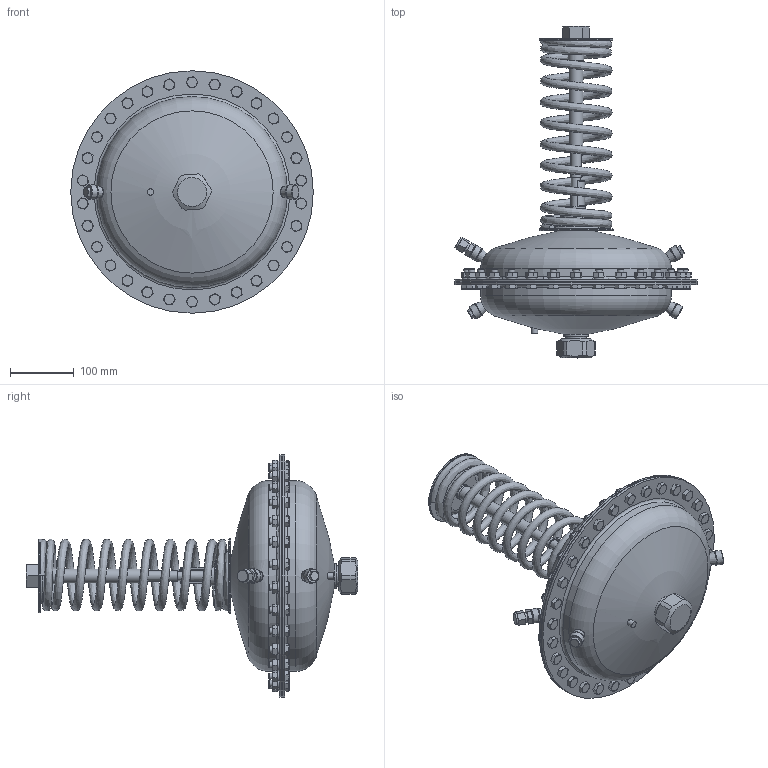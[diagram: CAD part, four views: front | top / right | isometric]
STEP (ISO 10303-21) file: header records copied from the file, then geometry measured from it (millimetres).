
FILE_DESCRIPTION (( 'STEP AP214' ), '1' );
FILE_NAME ('003G1006R.ZLSZXJG.DA1.Z630╱ZA3 自力式阀后控制执行机构组件250305.STEP', '2025-03-05T11:34:27', ( '' ), ( '' ), 'SwSTEP 2.0', 'SolidWorks 2020', '' );
FILE_SCHEMA (( 'AUTOMOTIVE_DESIGN' ));
Length unit declared in the file: millimetre
Products named in the file (1): 003G1006R.ZLSZXJG.DA1.Z630╱ZA3 自力式阀后控制执行机构组件250305
Bounding box: 380.03 x 520.3 x 380 mm (x, y, z)
Volume: 9764631.4 mm3; surface area: 586591.5 mm2
Topology: 1 solids, 32 shells, 1738 faces, 4021 edges, 2459 vertices
Faces by surface type: plane 791, cone 624, cylinder 258, torus 52, bspline 13
Full cylindrical faces by diameter (mm): 8 x1, 10 x92, 11 x60, 14.5 x2, 16 x2, 18 x5, 18.5 x1, 20 x1, 21.8 x1, 22 x4, 24 x1, 25 x1, 30 x2, 32 x1, 38.5 x1, 116 x2, 299 x2, 372 x1, 380 x2
Entity records: 73864 total; most frequent: CARTESIAN_POINT 19433, ORIENTED_EDGE 7090, DIRECTION 6939, EDGE_CURVE 3545, AXIS2_PLACEMENT_3D 3010, EDGE_LOOP 2273, VERTEX_POINT 2272, FACE_OUTER_BOUND 1968
